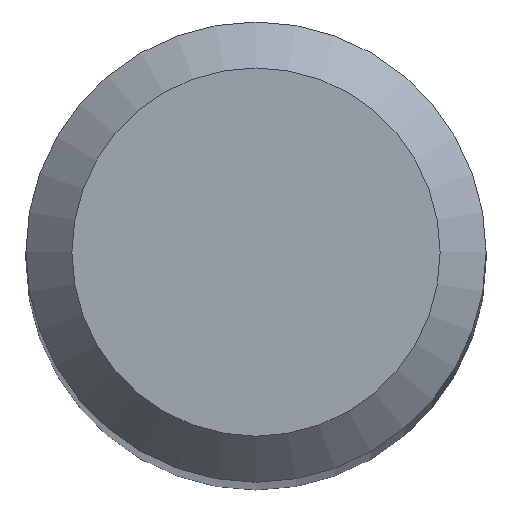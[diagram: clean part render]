
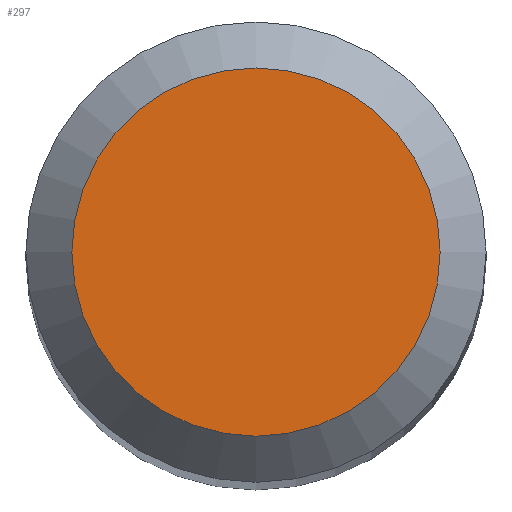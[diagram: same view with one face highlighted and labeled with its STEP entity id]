
A CAD part, top view. The second image highlights one B-rep face of the part: STEP entity #297.
In plain terms, the highlighted planar face has unit normal (0, 0, 1).
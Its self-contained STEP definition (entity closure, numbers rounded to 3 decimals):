
#10 = CARTESIAN_POINT ( 'NONE',  ( 0., 1.2, 50. ) ) ;
#25 = DIRECTION ( 'NONE',  ( 0., 1., 0. ) ) ;
#66 = CARTESIAN_POINT ( 'NONE',  ( 0., 0., 50. ) ) ;
#97 = DIRECTION ( 'NONE',  ( 0., 0., -1. ) ) ;
#105 = VERTEX_POINT ( 'NONE', #10 ) ;
#135 = EDGE_LOOP ( 'NONE', ( #298 ) ) ;
#140 = AXIS2_PLACEMENT_3D ( 'NONE', #66, #168, #286 ) ;
#168 = DIRECTION ( 'NONE',  ( 0., 0., -1. ) ) ;
#172 = CARTESIAN_POINT ( 'NONE',  ( 0., 0., 50. ) ) ;
#234 = CIRCLE ( 'NONE', #239, 1.2 ) ;
#239 = AXIS2_PLACEMENT_3D ( 'NONE', #172, #97, #25 ) ;
#242 = EDGE_CURVE ( 'NONE', #105, #105, #234, .T. ) ;
#244 = FACE_OUTER_BOUND ( 'NONE', #135, .T. ) ;
#280 = PLANE ( 'NONE',  #140 ) ;
#286 = DIRECTION ( 'NONE',  ( 0., 1., 0. ) ) ;
#297 = ADVANCED_FACE ( 'NONE', ( #244 ), #280, .F. ) ;
#298 = ORIENTED_EDGE ( 'NONE', *, *, #242, .F. ) ;
